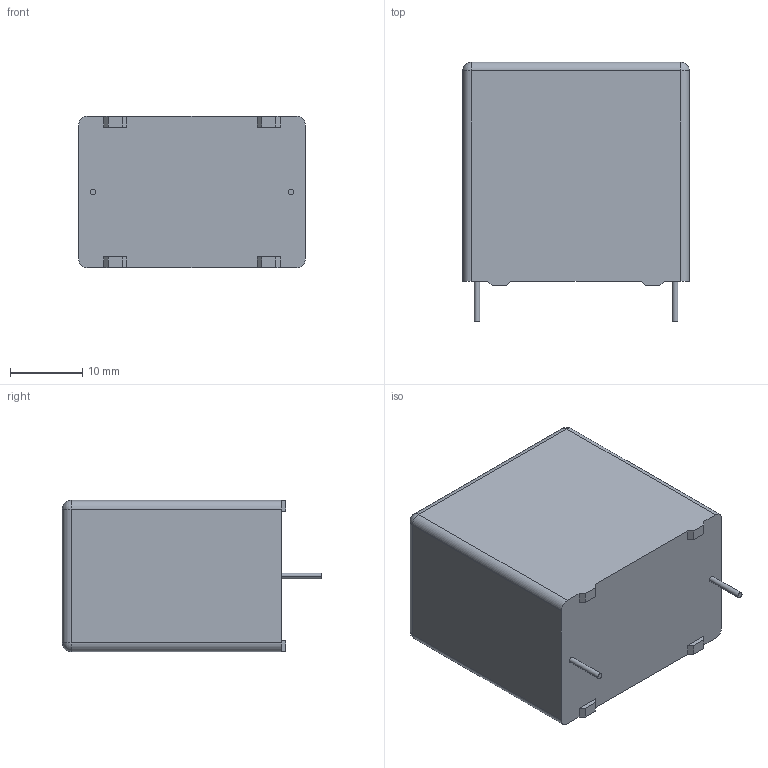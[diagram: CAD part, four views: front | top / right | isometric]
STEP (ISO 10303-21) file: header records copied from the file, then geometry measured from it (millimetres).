
FILE_DESCRIPTION (( 'STEP AP214' ), '1' );
FILE_NAME ('B32774X0505J000.STEP', '2022-08-09T12:25:25', ( '' ), ( '' ), 'SwSTEP 2.0', 'SolidWorks 2018', '' );
FILE_SCHEMA (( 'AUTOMOTIVE_DESIGN' ));
Length unit declared in the file: millimetre
Products named in the file (2): B32774X0505J000
Bounding box: 31.5 x 36 x 21 mm (x, y, z)
Volume: 20055.7 mm3; surface area: 4441.9 mm2
Topology: 3 solids, 3 shells, 42 faces, 100 edges, 60 vertices
Faces by surface type: plane 26, cylinder 12, sphere 4
Entity records: 1697 total; most frequent: DIRECTION 208, CARTESIAN_POINT 200, ORIENTED_EDGE 192, EDGE_CURVE 96, VECTOR 72, LINE 72, AXIS2_PLACEMENT_3D 68, VERTEX_POINT 60
